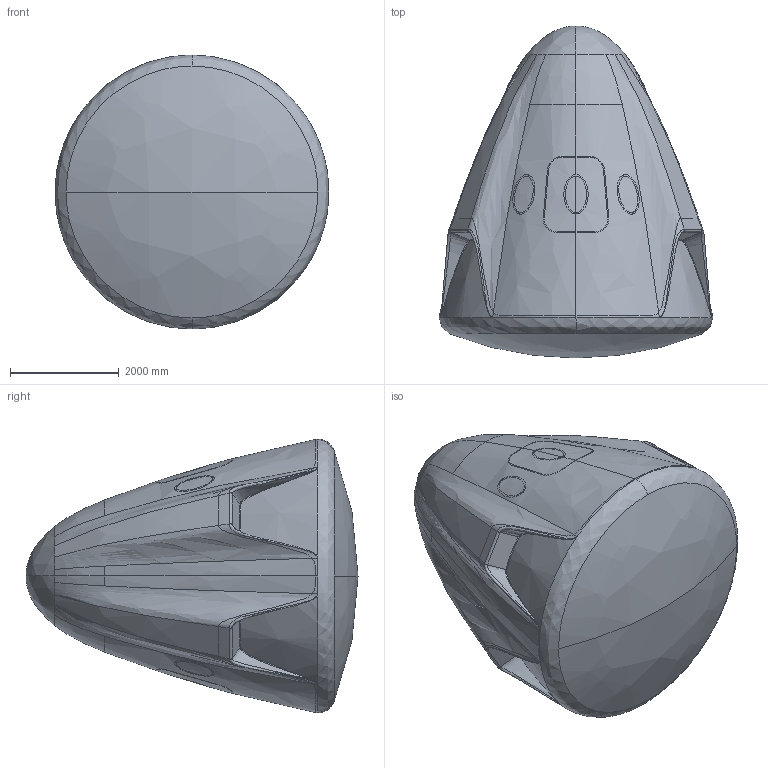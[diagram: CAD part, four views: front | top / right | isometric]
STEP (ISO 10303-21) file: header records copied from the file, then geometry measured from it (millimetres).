
FILE_DESCRIPTION(('FreeCAD Model'),'2;1');
FILE_NAME('Open CASCADE Shape Model','2025-04-28T06:28:45',('FreeCAD'),( 'FreeCAD'),'Open CASCADE STEP processor 7.6','FreeCAD','Unknown');
FILE_SCHEMA(('AUTOMOTIVE_DESIGN { 1 0 10303 214 1 1 1 1 }'));
Products named in the file (1): Open CASCADE STEP translator 7.6 1
Bounding box: 5038.76 x 6109.5 x 5038.76 mm (x, y, z)
Volume: 68498597715.3 mm3; surface area: 93649517.4 mm2
Topology: 1 solids, 1 shells, 128 faces, 340 edges, 202 vertices
Faces by surface type: bspline 128
Entity records: 72532 total; most frequent: CARTESIAN_POINT 70623, ORIENTED_EDGE 640, EDGE_CURVE 320, B_SPLINE_CURVE_WITH_KNOTS 262, VERTEX_POINT 202, FACE_BOUND 136, EDGE_LOOP 136, ADVANCED_FACE 128
